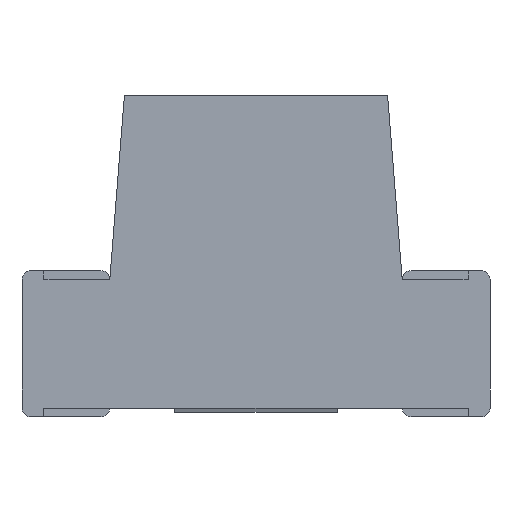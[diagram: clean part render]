
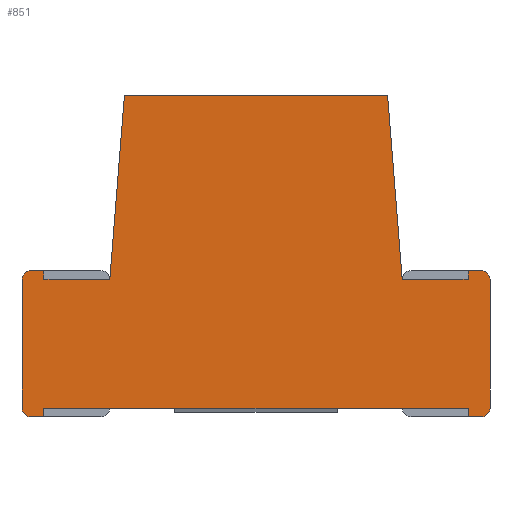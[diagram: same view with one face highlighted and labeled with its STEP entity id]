
A CAD part, front view. The second image highlights one B-rep face of the part: STEP entity #851.
In plain terms, the highlighted planar face has unit normal (0, -1, 0).
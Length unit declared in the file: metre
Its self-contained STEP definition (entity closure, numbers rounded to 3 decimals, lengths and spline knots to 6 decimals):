
#20=CIRCLE('',#913,0.00003);
#23=CIRCLE('',#918,0.00003);
#24=CIRCLE('',#921,0.00003);
#27=CIRCLE('',#926,0.00003);
#232=ORIENTED_EDGE('',*,*,#396,.F.);
#233=ORIENTED_EDGE('',*,*,#397,.F.);
#234=ORIENTED_EDGE('',*,*,#395,.F.);
#235=ORIENTED_EDGE('',*,*,#387,.F.);
#236=ORIENTED_EDGE('',*,*,#361,.F.);
#237=ORIENTED_EDGE('',*,*,#355,.F.);
#238=ORIENTED_EDGE('',*,*,#300,.F.);
#239=ORIENTED_EDGE('',*,*,#297,.F.);
#240=ORIENTED_EDGE('',*,*,#293,.F.);
#241=ORIENTED_EDGE('',*,*,#289,.F.);
#242=ORIENTED_EDGE('',*,*,#321,.F.);
#243=ORIENTED_EDGE('',*,*,#382,.F.);
#244=ORIENTED_EDGE('',*,*,#322,.F.);
#245=ORIENTED_EDGE('',*,*,#302,.F.);
#246=ORIENTED_EDGE('',*,*,#318,.F.);
#247=ORIENTED_EDGE('',*,*,#315,.F.);
#248=ORIENTED_EDGE('',*,*,#311,.F.);
#249=ORIENTED_EDGE('',*,*,#371,.F.);
#250=ORIENTED_EDGE('',*,*,#364,.T.);
#251=ORIENTED_EDGE('',*,*,#388,.F.);
#289=EDGE_CURVE('',#408,#409,#486,.T.);
#293=EDGE_CURVE('',#409,#412,#20,.T.);
#297=EDGE_CURVE('',#412,#415,#492,.T.);
#300=EDGE_CURVE('',#415,#417,#23,.T.);
#302=EDGE_CURVE('',#418,#419,#495,.T.);
#311=EDGE_CURVE('',#426,#428,#24,.T.);
#315=EDGE_CURVE('',#428,#431,#506,.T.);
#318=EDGE_CURVE('',#431,#418,#27,.T.);
#321=EDGE_CURVE('',#433,#408,#510,.T.);
#322=EDGE_CURVE('',#419,#434,#511,.T.);
#355=EDGE_CURVE('',#417,#453,#539,.T.);
#361=EDGE_CURVE('',#453,#457,#545,.T.);
#364=EDGE_CURVE('',#459,#460,#547,.T.);
#371=EDGE_CURVE('',#459,#426,#553,.T.);
#382=EDGE_CURVE('',#434,#433,#563,.T.);
#387=EDGE_CURVE('',#457,#472,#568,.T.);
#388=EDGE_CURVE('',#473,#460,#569,.T.);
#395=EDGE_CURVE('',#472,#476,#576,.T.);
#396=EDGE_CURVE('',#477,#473,#577,.T.);
#397=EDGE_CURVE('',#476,#477,#578,.T.);
#408=VERTEX_POINT('',#1212);
#409=VERTEX_POINT('',#1214);
#412=VERTEX_POINT('',#1222);
#415=VERTEX_POINT('',#1230);
#417=VERTEX_POINT('',#1236);
#418=VERTEX_POINT('',#1240);
#419=VERTEX_POINT('',#1241);
#426=VERTEX_POINT('',#1257);
#428=VERTEX_POINT('',#1260);
#431=VERTEX_POINT('',#1268);
#433=VERTEX_POINT('',#1277);
#434=VERTEX_POINT('',#1281);
#453=VERTEX_POINT('',#1347);
#457=VERTEX_POINT('',#1356);
#459=VERTEX_POINT('',#1365);
#460=VERTEX_POINT('',#1366);
#472=VERTEX_POINT('',#1408);
#473=VERTEX_POINT('',#1412);
#476=VERTEX_POINT('',#1423);
#477=VERTEX_POINT('',#1428);
#486=LINE('',#1213,#589);
#492=LINE('',#1229,#595);
#495=LINE('',#1239,#598);
#506=LINE('',#1267,#609);
#510=LINE('',#1278,#613);
#511=LINE('',#1280,#614);
#539=LINE('',#1346,#642);
#545=LINE('',#1358,#648);
#547=LINE('',#1364,#650);
#553=LINE('',#1379,#656);
#563=LINE('',#1399,#666);
#568=LINE('',#1409,#671);
#569=LINE('',#1411,#672);
#576=LINE('',#1425,#679);
#577=LINE('',#1427,#680);
#578=LINE('',#1429,#681);
#589=VECTOR('',#983,1.);
#595=VECTOR('',#997,1.);
#598=VECTOR('',#1008,1.);
#609=VECTOR('',#1027,1.);
#613=VECTOR('',#1039,1.);
#614=VECTOR('',#1042,1.);
#642=VECTOR('',#1108,1.);
#648=VECTOR('',#1116,1.);
#650=VECTOR('',#1124,1.);
#656=VECTOR('',#1136,1.);
#666=VECTOR('',#1154,1.);
#671=VECTOR('',#1165,1.);
#672=VECTOR('',#1168,1.);
#679=VECTOR('',#1181,1.);
#680=VECTOR('',#1184,1.);
#681=VECTOR('',#1185,1.);
#726=EDGE_LOOP('',(#232,#233,#234,#235,#236,#237,#238,#239,#240,#241,#242,
#243,#244,#245,#246,#247,#248,#249,#250,#251));
#771=FACE_BOUND('',#726,.T.);
#807=PLANE('',#966);
#851=ADVANCED_FACE('',(#771),#807,.F.);
#913=AXIS2_PLACEMENT_3D('',#1221,#989,#990);
#918=AXIS2_PLACEMENT_3D('',#1235,#1003,#1004);
#921=AXIS2_PLACEMENT_3D('',#1259,#1019,#1020);
#926=AXIS2_PLACEMENT_3D('',#1272,#1033,#1034);
#966=AXIS2_PLACEMENT_3D('',#1426,#1182,#1183);
#983=DIRECTION('',(-1.,0.,0.));
#989=DIRECTION('',(0.,1.,0.));
#990=DIRECTION('',(0.,0.,1.));
#997=DIRECTION('',(0.,0.,1.));
#1003=DIRECTION('',(0.,1.,0.));
#1004=DIRECTION('',(0.,0.,1.));
#1008=DIRECTION('',(-1.,0.,0.));
#1019=DIRECTION('',(0.,1.,0.));
#1020=DIRECTION('',(0.,0.,1.));
#1027=DIRECTION('',(0.,0.,-1.));
#1033=DIRECTION('',(0.,1.,0.));
#1034=DIRECTION('',(0.,0.,1.));
#1039=DIRECTION('',(0.,0.,-1.));
#1042=DIRECTION('',(0.,0.,1.));
#1108=DIRECTION('',(1.,0.,0.));
#1116=DIRECTION('',(0.,0.,-1.));
#1124=DIRECTION('',(0.,0.,-1.));
#1136=DIRECTION('',(1.,0.,0.));
#1154=DIRECTION('',(-1.,0.,0.));
#1165=DIRECTION('',(1.,0.,0.));
#1168=DIRECTION('',(1.,0.,0.));
#1181=DIRECTION('',(0.079,0.,0.997));
#1182=DIRECTION('',(0.,1.,0.));
#1183=DIRECTION('',(0.,0.,1.));
#1184=DIRECTION('',(0.079,0.,-0.997));
#1185=DIRECTION('',(1.,0.,0.));
#1212=CARTESIAN_POINT('',(-0.000725,-0.0004,0.));
#1213=CARTESIAN_POINT('',(0.0005,-0.0004,0.));
#1214=CARTESIAN_POINT('',(-0.00077,-0.0004,0.));
#1221=CARTESIAN_POINT('',(-0.00077,-0.0004,0.00003));
#1222=CARTESIAN_POINT('',(-0.0008,-0.0004,0.00003));
#1229=CARTESIAN_POINT('',(-0.0008,-0.0004,0.));
#1230=CARTESIAN_POINT('',(-0.0008,-0.0004,0.00047));
#1235=CARTESIAN_POINT('',(-0.00077,-0.0004,0.00047));
#1236=CARTESIAN_POINT('',(-0.00077,-0.0004,0.0005));
#1239=CARTESIAN_POINT('',(0.0005,-0.0004,0.));
#1240=CARTESIAN_POINT('',(0.00077,-0.0004,0.));
#1241=CARTESIAN_POINT('',(0.000725,-0.0004,0.));
#1257=CARTESIAN_POINT('',(0.00077,-0.0004,0.0005));
#1259=CARTESIAN_POINT('',(0.00077,-0.0004,0.00047));
#1260=CARTESIAN_POINT('',(0.0008,-0.0004,0.00047));
#1267=CARTESIAN_POINT('',(0.0008,-0.0004,0.));
#1268=CARTESIAN_POINT('',(0.0008,-0.0004,0.00003));
#1272=CARTESIAN_POINT('',(0.00077,-0.0004,0.00003));
#1277=CARTESIAN_POINT('',(-0.000725,-0.0004,0.00003));
#1278=CARTESIAN_POINT('',(-0.000725,-0.0004,0.00075));
#1280=CARTESIAN_POINT('',(0.000725,-0.0004,0.));
#1281=CARTESIAN_POINT('',(0.000725,-0.0004,0.00003));
#1346=CARTESIAN_POINT('',(0.0005,-0.0004,0.0005));
#1347=CARTESIAN_POINT('',(-0.000725,-0.0004,0.0005));
#1356=CARTESIAN_POINT('',(-0.000725,-0.0004,0.00047));
#1358=CARTESIAN_POINT('',(-0.000725,-0.0004,0.00075));
#1364=CARTESIAN_POINT('',(0.000725,-0.0004,0.00075));
#1365=CARTESIAN_POINT('',(0.000725,-0.0004,0.0005));
#1366=CARTESIAN_POINT('',(0.000725,-0.0004,0.00047));
#1379=CARTESIAN_POINT('',(0.0005,-0.0004,0.0005));
#1399=CARTESIAN_POINT('',(-0.00077,-0.0004,0.00003));
#1408=CARTESIAN_POINT('',(-0.0005,-0.0004,0.00047));
#1409=CARTESIAN_POINT('',(-0.00077,-0.0004,0.00047));
#1411=CARTESIAN_POINT('',(-0.00077,-0.0004,0.00047));
#1412=CARTESIAN_POINT('',(0.0005,-0.0004,0.00047));
#1423=CARTESIAN_POINT('',(-0.00045,-0.0004,0.0011));
#1425=CARTESIAN_POINT('',(-0.000473,-0.0004,0.000813));
#1426=CARTESIAN_POINT('',(0.,-0.0004,0.000775));
#1427=CARTESIAN_POINT('',(0.000473,-0.0004,0.000813));
#1428=CARTESIAN_POINT('',(0.00045,-0.0004,0.0011));
#1429=CARTESIAN_POINT('',(-0.00045,-0.0004,0.0011));
